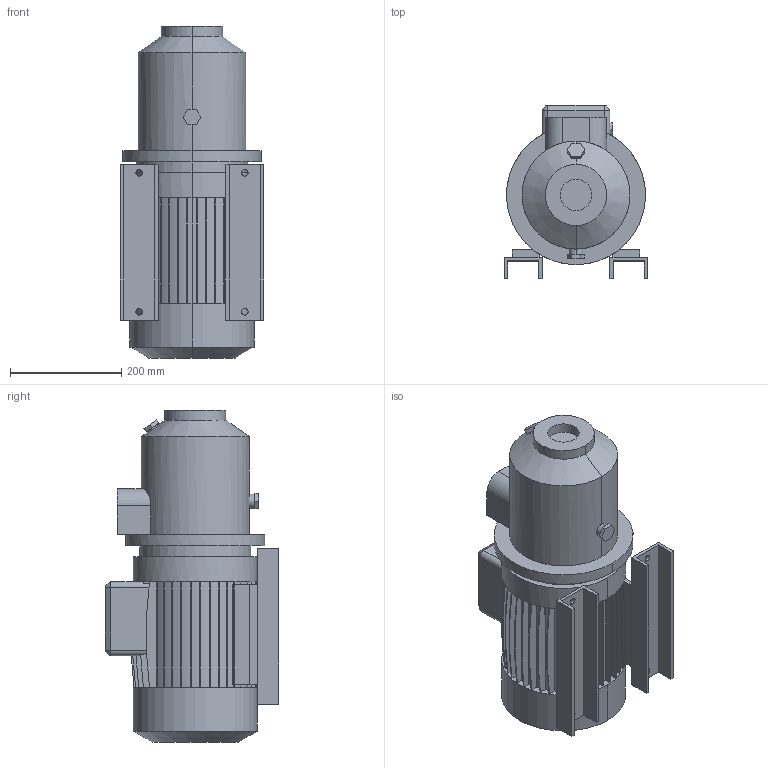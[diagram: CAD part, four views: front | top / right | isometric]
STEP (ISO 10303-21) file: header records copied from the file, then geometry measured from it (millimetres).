
FILE_DESCRIPTION (( 'STEP AP203' ), '1' );
FILE_NAME ('10017486swp00.step', '2023-04-28T07:10:59', ( '' ), ( '' ), 'SwSTEP 2.0', 'SolidWorks 2020', '' );
FILE_SCHEMA (( 'CONFIG_CONTROL_DESIGN' ));
Length unit declared in the file: millimetre
Products named in the file (1): 10017486swp00
Bounding box: 258 x 312 x 597 mm (x, y, z)
Volume: 21118013.1 mm3; surface area: 903509.4 mm2
Topology: 2 solids, 2 shells, 363 faces, 1025 edges, 676 vertices
Faces by surface type: plane 282, cylinder 73, cone 8
Entity records: 12025 total; most frequent: CARTESIAN_POINT 2414, ORIENTED_EDGE 2050, DIRECTION 1893, EDGE_CURVE 1025, LINE 853, VECTOR 853, VERTEX_POINT 676, AXIS2_PLACEMENT_3D 520
